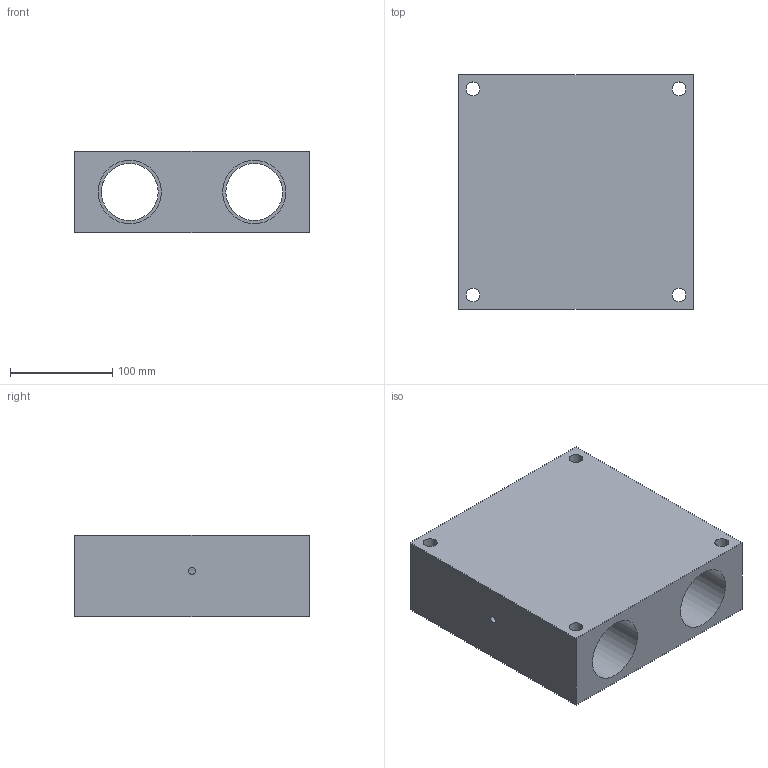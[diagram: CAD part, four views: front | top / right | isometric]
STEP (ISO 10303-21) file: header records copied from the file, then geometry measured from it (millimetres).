
FILE_DESCRIPTION( ( 'Unknown' ), '1' );
FILE_NAME( 'SQSG-40.stp', 'Unknown', ( 'Unknown' ), ( 'Unknown' ), 'PSStep 13.0', 'Unknown', ' ' );
FILE_SCHEMA( ( 'AUTOMOTIVE_DESIGN { 1 0 10303 214 1 1 1 1 }' ) );
Length unit declared in the file: millimetre
Products named in the file (1): 1
Bounding box: 230 x 230 x 80 mm (x, y, z)
Volume: 2866837.6 mm3; surface area: 270985.1 mm2
Topology: 1 solids, 1 shells, 32 faces, 72 edges, 50 vertices
Faces by surface type: cylinder 18, plane 14
Full cylindrical faces by diameter (mm): 6.917 x4, 13.5 x4, 20 x4, 55.8 x2, 62 x4
Entity records: 1184 total; most frequent: CARTESIAN_POINT 251, DIRECTION 142, ORIENTED_EDGE 92, EDGE_LOOP 74, AXIS2_PLACEMENT_3D 65, FACE_OUTER_BOUND 50, EDGE_CURVE 46, VERTEX_POINT 42
